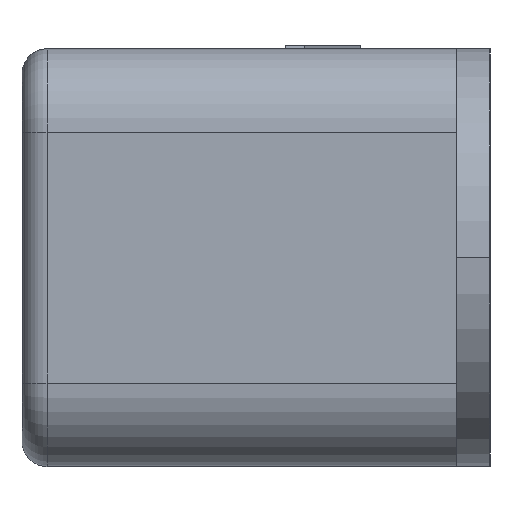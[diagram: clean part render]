
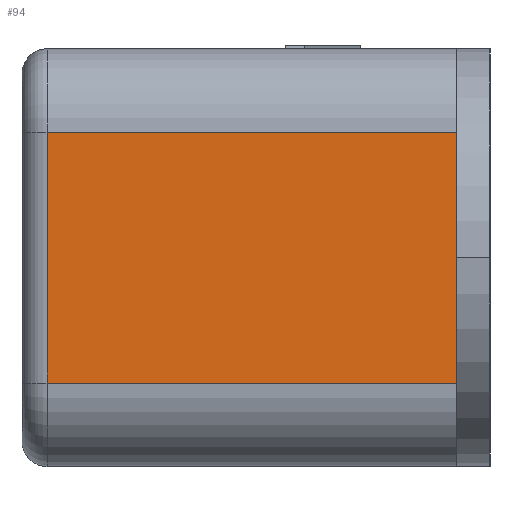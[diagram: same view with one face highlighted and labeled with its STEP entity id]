
A CAD part, left-side view. The second image highlights one B-rep face of the part: STEP entity #94.
In plain terms, the highlighted planar face has unit normal (-1, 0, 0).
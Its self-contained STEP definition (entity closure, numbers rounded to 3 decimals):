
#94 = ADVANCED_FACE( '', ( #582 ), #583, .T. );
#582 = FACE_OUTER_BOUND( '', #1464, .T. );
#583 = PLANE( '', #1465 );
#1464 = EDGE_LOOP( '', ( #2715, #2716, #2717, #2718 ) );
#1465 = AXIS2_PLACEMENT_3D( '', #2719, #2720, #2721 );
#2715 = ORIENTED_EDGE( '', *, *, #5957, .T. );
#2716 = ORIENTED_EDGE( '', *, *, #5930, .T. );
#2717 = ORIENTED_EDGE( '', *, *, #5958, .T. );
#2718 = ORIENTED_EDGE( '', *, *, #5959, .T. );
#2719 = CARTESIAN_POINT( '', ( -34., 28., -12.5 ) );
#2720 = DIRECTION( '', ( -1., 0., 0. ) );
#2721 = DIRECTION( '', ( 0., 1., 0. ) );
#5930 = EDGE_CURVE( '', #7309, #7314, #7316, .F. );
#5957 = EDGE_CURVE( '', #7361, #7309, #7362, .F. );
#5958 = EDGE_CURVE( '', #7314, #7363, #7364, .T. );
#5959 = EDGE_CURVE( '', #7363, #7361, #7365, .T. );
#7309 = VERTEX_POINT( '', #9375 );
#7314 = VERTEX_POINT( '', #9381 );
#7316 = LINE( '', #9383, #9384 );
#7361 = VERTEX_POINT( '', #9444 );
#7362 = LINE( '', #9445, #9446 );
#7363 = VERTEX_POINT( '', #9447 );
#7364 = LINE( '', #9448, #9449 );
#7365 = LINE( '', #9450, #9451 );
#9375 = CARTESIAN_POINT( '', ( -34., 26.5, 7.5 ) );
#9381 = CARTESIAN_POINT( '', ( -34., 26.5, -7.5 ) );
#9383 = CARTESIAN_POINT( '', ( -34., 26.5, -12.5 ) );
#9384 = VECTOR( '', #11334, 1000. );
#9444 = CARTESIAN_POINT( '', ( -34., 2., 7.5 ) );
#9445 = CARTESIAN_POINT( '', ( -34., 28., 7.5 ) );
#9446 = VECTOR( '', #11383, 1000. );
#9447 = CARTESIAN_POINT( '', ( -34., 2., -7.5 ) );
#9448 = CARTESIAN_POINT( '', ( -34., 28., -7.5 ) );
#9449 = VECTOR( '', #11384, 1000. );
#9450 = CARTESIAN_POINT( '', ( -34., 2., -12.5 ) );
#9451 = VECTOR( '', #11385, 1000. );
#11334 = DIRECTION( '', ( 0., 0., 1. ) );
#11383 = DIRECTION( '', ( 0., -1., 0. ) );
#11384 = DIRECTION( '', ( 0., -1., 0. ) );
#11385 = DIRECTION( '', ( 0., 0., 1. ) );
